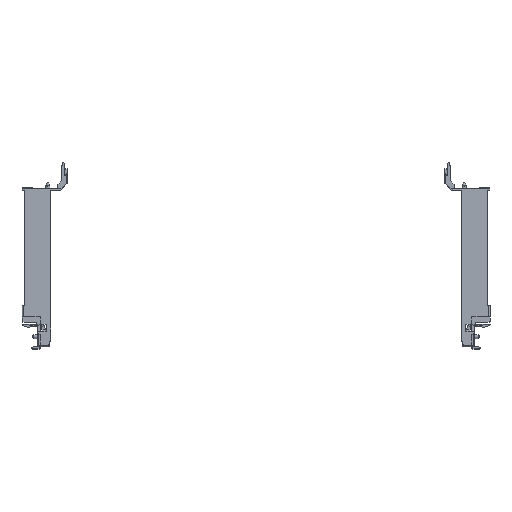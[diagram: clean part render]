
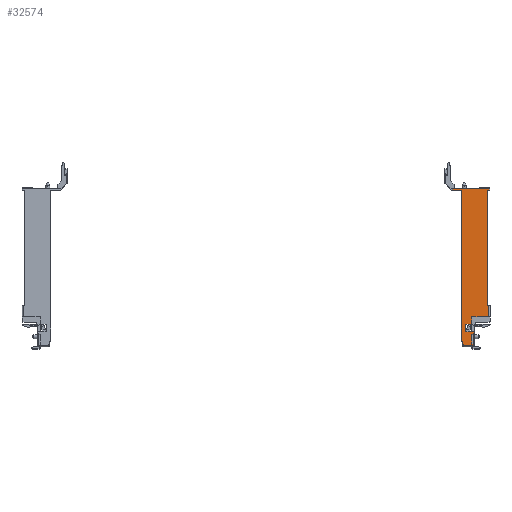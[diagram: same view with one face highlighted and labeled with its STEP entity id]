
A CAD part, top view. The second image highlights one B-rep face of the part: STEP entity #32574.
In plain terms, the highlighted face is planar.
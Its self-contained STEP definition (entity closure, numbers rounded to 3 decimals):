
#2662=AXIS2_PLACEMENT_3D('Circle Axis2P3D',#2660,#2661,$) ;
#4586=AXIS2_PLACEMENT_3D('Circle Axis2P3D',#4584,#4585,$) ;
#29829=AXIS2_PLACEMENT_3D('Circle Axis2P3D',#29827,#29828,$) ;
#32523=AXIS2_PLACEMENT_3D('Plane Axis2P3D',#32520,#32521,#32522) ;
#594=CARTESIAN_POINT('Vertex',(0.5,1.,-24.75)) ;
#621=CARTESIAN_POINT('Line Origine',(0.5,26.25,-24.75)) ;
#625=CARTESIAN_POINT('Vertex',(0.5,3.,-24.75)) ;
#783=CARTESIAN_POINT('Vertex',(0.5,15.5,-24.75)) ;
#817=CARTESIAN_POINT('Vertex',(0.5,18.5,-24.75)) ;
#820=CARTESIAN_POINT('Line Origine',(0.5,26.25,-24.75)) ;
#897=CARTESIAN_POINT('Vertex',(9.,18.5,-24.75)) ;
#900=CARTESIAN_POINT('Line Origine',(4.75,18.5,-24.75)) ;
#2134=CARTESIAN_POINT('Line Origine',(-1.25,1.,-24.75)) ;
#2138=CARTESIAN_POINT('Vertex',(13.607,1.,-24.75)) ;
#2187=CARTESIAN_POINT('Vertex',(3.,3.,-24.75)) ;
#2190=CARTESIAN_POINT('Line Origine',(1.75,3.,-24.75)) ;
#2307=CARTESIAN_POINT('Line Origine',(1.75,15.5,-24.75)) ;
#2311=CARTESIAN_POINT('Vertex',(3.,15.5,-24.75)) ;
#2657=CARTESIAN_POINT('Vertex',(10.5,20.,-24.75)) ;
#2660=CARTESIAN_POINT('Axis2P3D Location',(9.,20.,-24.75)) ;
#4506=CARTESIAN_POINT('Line Origine',(3.,9.25,-24.75)) ;
#4538=CARTESIAN_POINT('Vertex',(10.5,26.5,-24.75)) ;
#4541=CARTESIAN_POINT('Line Origine',(10.5,23.25,-24.75)) ;
#4581=CARTESIAN_POINT('Vertex',(9.,28.,-24.75)) ;
#4584=CARTESIAN_POINT('Axis2P3D Location',(9.,26.5,-24.75)) ;
#4619=CARTESIAN_POINT('Vertex',(3.,28.,-24.75)) ;
#4622=CARTESIAN_POINT('Line Origine',(6.,28.,-24.75)) ;
#4641=CARTESIAN_POINT('Line Origine',(3.,32.75,-24.75)) ;
#4645=CARTESIAN_POINT('Vertex',(3.,37.5,-24.75)) ;
#4683=CARTESIAN_POINT('Vertex',(-18.5,37.5,-24.75)) ;
#4688=CARTESIAN_POINT('Line Origine',(-17.75,37.5,-24.75)) ;
#4692=CARTESIAN_POINT('Vertex',(-17.,37.5,-24.75)) ;
#4740=CARTESIAN_POINT('Vertex',(-18.5,51.5,-24.75)) ;
#4743=CARTESIAN_POINT('Line Origine',(-18.5,41.25,-24.75)) ;
#4804=CARTESIAN_POINT('Vertex',(-17.,51.5,-24.75)) ;
#4807=CARTESIAN_POINT('Line Origine',(-17.75,51.5,-24.75)) ;
#4829=CARTESIAN_POINT('Line Origine',(-16.75,51.5,-24.75)) ;
#4833=CARTESIAN_POINT('Vertex',(-16.5,51.5,-24.75)) ;
#16753=CARTESIAN_POINT('Vertex',(-16.5,197.,-24.75)) ;
#16756=CARTESIAN_POINT('Line Origine',(-16.5,125.25,-24.75)) ;
#29824=CARTESIAN_POINT('Vertex',(15.483,8.002,-24.75)) ;
#29827=CARTESIAN_POINT('Axis2P3D Location',(15.,8.132,-24.75)) ;
#29831=CARTESIAN_POINT('Vertex',(15.5,8.132,-24.75)) ;
#29865=CARTESIAN_POINT('Line Origine',(16.9,13.292,-24.75)) ;
#29889=CARTESIAN_POINT('Line Origine',(-7.,37.5,-24.75)) ;
#31683=CARTESIAN_POINT('Vertex',(-18.5,197.,-24.75)) ;
#31710=CARTESIAN_POINT('Line Origine',(4.,197.,-24.75)) ;
#31734=CARTESIAN_POINT('Line Origine',(4.,197.,-24.75)) ;
#31738=CARTESIAN_POINT('Vertex',(26.5,197.,-24.75)) ;
#31740=CARTESIAN_POINT('Vertex',(15.5,197.,-24.75)) ;
#32051=CARTESIAN_POINT('Vertex',(-18.5,199.,-24.75)) ;
#32054=CARTESIAN_POINT('Line Origine',(-18.5,125.5,-24.75)) ;
#32085=CARTESIAN_POINT('Line Origine',(26.5,125.5,-24.75)) ;
#32089=CARTESIAN_POINT('Vertex',(26.5,199.,-24.75)) ;
#32213=CARTESIAN_POINT('Line Origine',(4.,199.,-24.75)) ;
#32520=CARTESIAN_POINT('Axis2P3D Location',(-20.,199.5,-24.75)) ;
#32525=CARTESIAN_POINT('Line Origine',(15.5,29.811,-24.75)) ;
#32529=CARTESIAN_POINT('Vertex',(15.5,51.49,-24.75)) ;
#32532=CARTESIAN_POINT('Line Origine',(15.5,124.25,-24.75)) ;
#32536=CARTESIAN_POINT('Vertex',(15.5,51.5,-24.75)) ;
#32539=CARTESIAN_POINT('Line Origine',(15.5,51.495,-24.75)) ;
#622=DIRECTION('Vector Direction',(0.,-1.,0.)) ;
#821=DIRECTION('Vector Direction',(0.,-1.,0.)) ;
#901=DIRECTION('Vector Direction',(1.,0.,0.)) ;
#2135=DIRECTION('Vector Direction',(-1.,0.,0.)) ;
#2191=DIRECTION('Vector Direction',(-1.,0.,0.)) ;
#2308=DIRECTION('Vector Direction',(1.,0.,0.)) ;
#2661=DIRECTION('Axis2P3D Direction',(0.,0.,-1.)) ;
#4507=DIRECTION('Vector Direction',(0.,1.,0.)) ;
#4542=DIRECTION('Vector Direction',(0.,-1.,0.)) ;
#4585=DIRECTION('Axis2P3D Direction',(0.,0.,-1.)) ;
#4623=DIRECTION('Vector Direction',(-1.,0.,0.)) ;
#4642=DIRECTION('Vector Direction',(0.,-1.,0.)) ;
#4689=DIRECTION('Vector Direction',(-1.,0.,0.)) ;
#4744=DIRECTION('Vector Direction',(0.,1.,0.)) ;
#4808=DIRECTION('Vector Direction',(1.,0.,0.)) ;
#4830=DIRECTION('Vector Direction',(-1.,0.,0.)) ;
#16757=DIRECTION('Vector Direction',(0.,1.,0.)) ;
#29828=DIRECTION('Axis2P3D Direction',(0.,-0.,-1.)) ;
#29866=DIRECTION('Vector Direction',(0.259,0.966,0.)) ;
#29890=DIRECTION('Vector Direction',(-1.,0.,0.)) ;
#31711=DIRECTION('Vector Direction',(1.,0.,0.)) ;
#31735=DIRECTION('Vector Direction',(1.,0.,0.)) ;
#32055=DIRECTION('Vector Direction',(0.,1.,0.)) ;
#32086=DIRECTION('Vector Direction',(0.,-1.,0.)) ;
#32214=DIRECTION('Vector Direction',(1.,0.,0.)) ;
#32521=DIRECTION('Axis2P3D Direction',(0.,0.,-1.)) ;
#32522=DIRECTION('Axis2P3D XDirection',(0.,1.,0.)) ;
#32526=DIRECTION('Vector Direction',(0.,-1.,0.)) ;
#32533=DIRECTION('Vector Direction',(0.,1.,0.)) ;
#32540=DIRECTION('Vector Direction',(0.,-1.,0.)) ;
#623=VECTOR('Line Direction',#622,1.) ;
#822=VECTOR('Line Direction',#821,1.) ;
#902=VECTOR('Line Direction',#901,1.) ;
#2136=VECTOR('Line Direction',#2135,1.) ;
#2192=VECTOR('Line Direction',#2191,1.) ;
#2309=VECTOR('Line Direction',#2308,1.) ;
#4508=VECTOR('Line Direction',#4507,1.) ;
#4543=VECTOR('Line Direction',#4542,1.) ;
#4624=VECTOR('Line Direction',#4623,1.) ;
#4643=VECTOR('Line Direction',#4642,1.) ;
#4690=VECTOR('Line Direction',#4689,1.) ;
#4745=VECTOR('Line Direction',#4744,1.) ;
#4809=VECTOR('Line Direction',#4808,1.) ;
#4831=VECTOR('Line Direction',#4830,1.) ;
#16758=VECTOR('Line Direction',#16757,1.) ;
#29867=VECTOR('Line Direction',#29866,1.) ;
#29891=VECTOR('Line Direction',#29890,1.) ;
#31712=VECTOR('Line Direction',#31711,1.) ;
#31736=VECTOR('Line Direction',#31735,1.) ;
#32056=VECTOR('Line Direction',#32055,1.) ;
#32087=VECTOR('Line Direction',#32086,1.) ;
#32215=VECTOR('Line Direction',#32214,1.) ;
#32527=VECTOR('Line Direction',#32526,1.) ;
#32534=VECTOR('Line Direction',#32533,1.) ;
#32541=VECTOR('Line Direction',#32540,1.) ;
#32545=ORIENTED_EDGE('',*,*,#32531,.F.) ;
#32546=ORIENTED_EDGE('',*,*,#29833,.F.) ;
#32547=ORIENTED_EDGE('',*,*,#29869,.F.) ;
#32548=ORIENTED_EDGE('',*,*,#2140,.T.) ;
#32549=ORIENTED_EDGE('',*,*,#627,.T.) ;
#32550=ORIENTED_EDGE('',*,*,#2194,.F.) ;
#32551=ORIENTED_EDGE('',*,*,#4510,.T.) ;
#32552=ORIENTED_EDGE('',*,*,#2313,.F.) ;
#32553=ORIENTED_EDGE('',*,*,#824,.F.) ;
#32554=ORIENTED_EDGE('',*,*,#904,.T.) ;
#32555=ORIENTED_EDGE('',*,*,#2664,.T.) ;
#32556=ORIENTED_EDGE('',*,*,#4545,.F.) ;
#32557=ORIENTED_EDGE('',*,*,#4588,.T.) ;
#32558=ORIENTED_EDGE('',*,*,#4626,.T.) ;
#32559=ORIENTED_EDGE('',*,*,#4647,.F.) ;
#32560=ORIENTED_EDGE('',*,*,#29893,.T.) ;
#32561=ORIENTED_EDGE('',*,*,#4694,.T.) ;
#32562=ORIENTED_EDGE('',*,*,#4747,.T.) ;
#32563=ORIENTED_EDGE('',*,*,#4811,.T.) ;
#32564=ORIENTED_EDGE('',*,*,#4835,.F.) ;
#32565=ORIENTED_EDGE('',*,*,#16760,.F.) ;
#32566=ORIENTED_EDGE('',*,*,#31714,.T.) ;
#32567=ORIENTED_EDGE('',*,*,#32058,.F.) ;
#32568=ORIENTED_EDGE('',*,*,#32217,.F.) ;
#32569=ORIENTED_EDGE('',*,*,#32091,.T.) ;
#32570=ORIENTED_EDGE('',*,*,#31742,.T.) ;
#32571=ORIENTED_EDGE('',*,*,#32538,.T.) ;
#32572=ORIENTED_EDGE('',*,*,#32543,.T.) ;
#32574=ADVANCED_FACE('Hauptkoerper nicht benutzen',(#32573),#32524,.T.) ;
#2663=CIRCLE('generated circle',#2662,1.5) ;
#4587=CIRCLE('generated circle',#4586,1.5) ;
#29830=CIRCLE('generated circle',#29829,0.5) ;
#627=EDGE_CURVE('',#595,#626,#624,.F.) ;
#824=EDGE_CURVE('',#818,#784,#823,.T.) ;
#904=EDGE_CURVE('',#818,#898,#903,.T.) ;
#2140=EDGE_CURVE('',#2139,#595,#2137,.T.) ;
#2194=EDGE_CURVE('',#2188,#626,#2193,.T.) ;
#2313=EDGE_CURVE('',#784,#2312,#2310,.T.) ;
#2664=EDGE_CURVE('',#898,#2658,#2663,.F.) ;
#4510=EDGE_CURVE('',#2188,#2312,#4509,.T.) ;
#4545=EDGE_CURVE('',#4539,#2658,#4544,.T.) ;
#4588=EDGE_CURVE('',#4539,#4582,#4587,.F.) ;
#4626=EDGE_CURVE('',#4582,#4620,#4625,.T.) ;
#4647=EDGE_CURVE('',#4646,#4620,#4644,.T.) ;
#4694=EDGE_CURVE('',#4693,#4684,#4691,.T.) ;
#4747=EDGE_CURVE('',#4684,#4741,#4746,.T.) ;
#4811=EDGE_CURVE('',#4741,#4805,#4810,.T.) ;
#4835=EDGE_CURVE('',#4834,#4805,#4832,.T.) ;
#16760=EDGE_CURVE('',#16754,#4834,#16759,.F.) ;
#29833=EDGE_CURVE('',#29825,#29832,#29830,.F.) ;
#29869=EDGE_CURVE('',#2139,#29825,#29868,.T.) ;
#29893=EDGE_CURVE('',#4646,#4693,#29892,.T.) ;
#31714=EDGE_CURVE('',#16754,#31684,#31713,.F.) ;
#31742=EDGE_CURVE('',#31739,#31741,#31737,.F.) ;
#32058=EDGE_CURVE('',#32052,#31684,#32057,.F.) ;
#32091=EDGE_CURVE('',#32090,#31739,#32088,.T.) ;
#32217=EDGE_CURVE('',#32090,#32052,#32216,.F.) ;
#32531=EDGE_CURVE('',#29832,#32530,#32528,.F.) ;
#32538=EDGE_CURVE('',#31741,#32537,#32535,.F.) ;
#32543=EDGE_CURVE('',#32537,#32530,#32542,.T.) ;
#32544=EDGE_LOOP('',(#32545,#32546,#32547,#32548,#32549,#32550,#32551,#32552,#32553,#32554,#32555,#32556,#32557,#32558,#32559,#32560,#32561,#32562,#32563,#32564,#32565,#32566,#32567,#32568,#32569,#32570,#32571,#32572)) ;
#32573=FACE_OUTER_BOUND('',#32544,.T.) ;
#624=LINE('Line',#621,#623) ;
#823=LINE('Line',#820,#822) ;
#903=LINE('Line',#900,#902) ;
#2137=LINE('Line',#2134,#2136) ;
#2193=LINE('Line',#2190,#2192) ;
#2310=LINE('Line',#2307,#2309) ;
#4509=LINE('Line',#4506,#4508) ;
#4544=LINE('Line',#4541,#4543) ;
#4625=LINE('Line',#4622,#4624) ;
#4644=LINE('Line',#4641,#4643) ;
#4691=LINE('Line',#4688,#4690) ;
#4746=LINE('Line',#4743,#4745) ;
#4810=LINE('Line',#4807,#4809) ;
#4832=LINE('Line',#4829,#4831) ;
#16759=LINE('Line',#16756,#16758) ;
#29868=LINE('Line',#29865,#29867) ;
#29892=LINE('Line',#29889,#29891) ;
#31713=LINE('Line',#31710,#31712) ;
#31737=LINE('Line',#31734,#31736) ;
#32057=LINE('Line',#32054,#32056) ;
#32088=LINE('Line',#32085,#32087) ;
#32216=LINE('Line',#32213,#32215) ;
#32528=LINE('Line',#32525,#32527) ;
#32535=LINE('Line',#32532,#32534) ;
#32542=LINE('Line',#32539,#32541) ;
#32524=PLANE('Plane',#32523) ;
#595=VERTEX_POINT('',#594) ;
#626=VERTEX_POINT('',#625) ;
#784=VERTEX_POINT('',#783) ;
#818=VERTEX_POINT('',#817) ;
#898=VERTEX_POINT('',#897) ;
#2139=VERTEX_POINT('',#2138) ;
#2188=VERTEX_POINT('',#2187) ;
#2312=VERTEX_POINT('',#2311) ;
#2658=VERTEX_POINT('',#2657) ;
#4539=VERTEX_POINT('',#4538) ;
#4582=VERTEX_POINT('',#4581) ;
#4620=VERTEX_POINT('',#4619) ;
#4646=VERTEX_POINT('',#4645) ;
#4684=VERTEX_POINT('',#4683) ;
#4693=VERTEX_POINT('',#4692) ;
#4741=VERTEX_POINT('',#4740) ;
#4805=VERTEX_POINT('',#4804) ;
#4834=VERTEX_POINT('',#4833) ;
#16754=VERTEX_POINT('',#16753) ;
#29825=VERTEX_POINT('',#29824) ;
#29832=VERTEX_POINT('',#29831) ;
#31684=VERTEX_POINT('',#31683) ;
#31739=VERTEX_POINT('',#31738) ;
#31741=VERTEX_POINT('',#31740) ;
#32052=VERTEX_POINT('',#32051) ;
#32090=VERTEX_POINT('',#32089) ;
#32530=VERTEX_POINT('',#32529) ;
#32537=VERTEX_POINT('',#32536) ;
